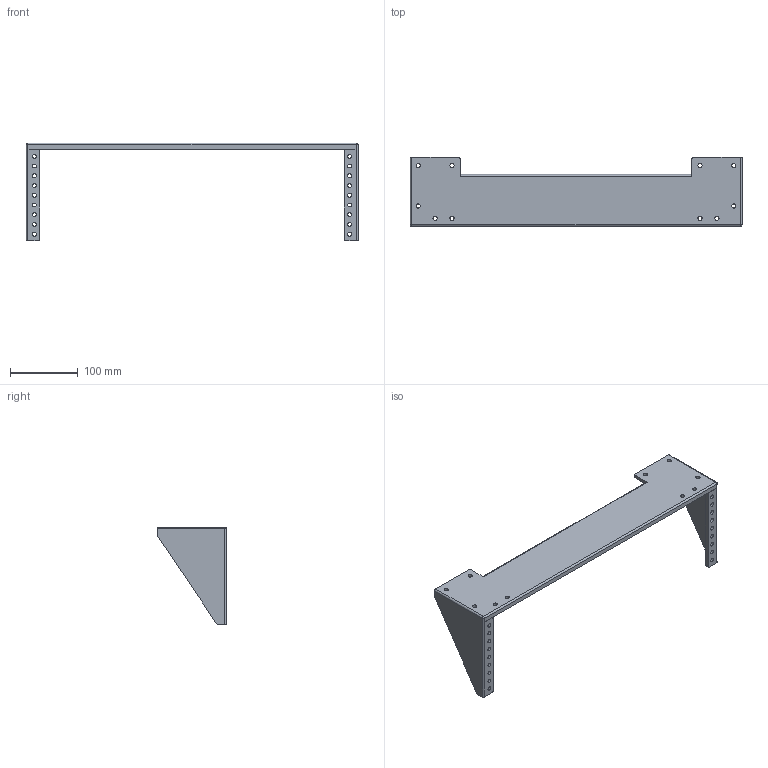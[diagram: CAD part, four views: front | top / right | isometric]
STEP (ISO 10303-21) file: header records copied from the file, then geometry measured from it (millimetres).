
FILE_DESCRIPTION (( 'STEP AP214' ), '1' );
FILE_NAME ('RP00002-3.STEP', '2018-11-26T19:17:19', ( '' ), ( '' ), 'SwSTEP 2.0', 'SolidWorks 2017', '' );
FILE_SCHEMA (( 'AUTOMOTIVE_DESIGN' ));
Length unit declared in the file: inch
Products named in the file (1): RP00002-3
Bounding box: 490 x 101.6 x 144.6 mm (x, y, z)
Volume: 314165.8 mm3; surface area: 139299.7 mm2
Topology: 1 solids, 1 shells, 196 faces, 486 edges, 308 vertices
Faces by surface type: cylinder 112, plane 46, torus 36, sphere 2
Entity records: 6996 total; most frequent: DIRECTION 1168, CARTESIAN_POINT 995, ORIENTED_EDGE 968, AXIS2_PLACEMENT_3D 489, EDGE_CURVE 484, VERTEX_POINT 308, CIRCLE 292, EDGE_LOOP 270
